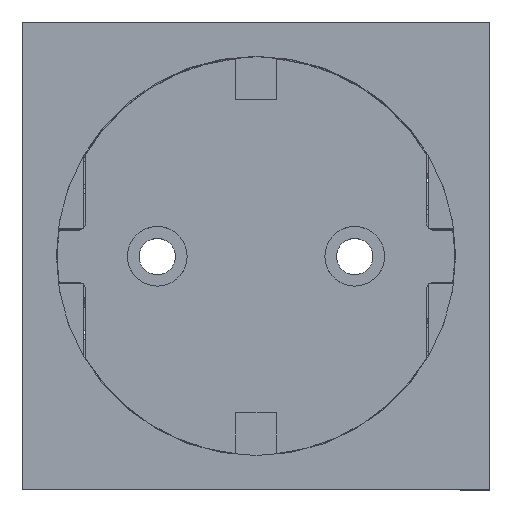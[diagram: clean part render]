
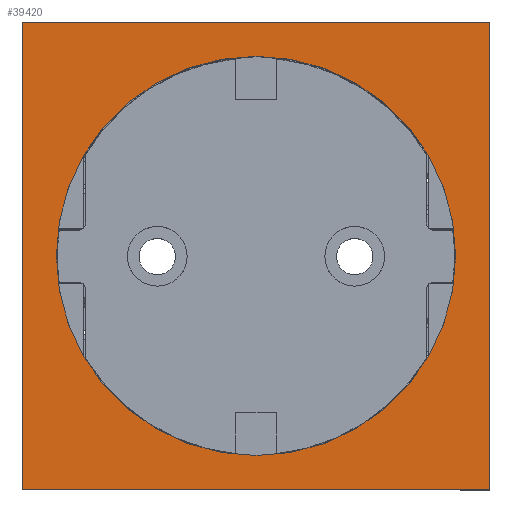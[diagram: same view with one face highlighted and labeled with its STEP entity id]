
A CAD part, top view. The second image highlights one B-rep face of the part: STEP entity #39420.
In plain terms, the highlighted face is planar.
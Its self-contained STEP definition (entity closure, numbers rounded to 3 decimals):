
#319 = CARTESIAN_POINT ( 'NONE',  ( 22.5, 22.5, 0. ) ) ;
#1452 = ORIENTED_EDGE ( 'NONE', *, *, #4273, .F. ) ;
#1579 = VERTEX_POINT ( 'NONE', #29098 ) ;
#1717 = EDGE_CURVE ( 'NONE', #36397, #15475, #34369, .T. ) ;
#1723 = AXIS2_PLACEMENT_3D ( 'NONE', #31220, #3031, #15808 ) ;
#2164 = EDGE_LOOP ( 'NONE', ( #18985, #28240, #3169, #33225 ) ) ;
#2884 = VECTOR ( 'NONE', #21836, 1000. ) ;
#3031 = DIRECTION ( 'NONE',  ( 0., 0., -1. ) ) ;
#3068 = LINE ( 'NONE', #30660, #30563 ) ;
#3169 = ORIENTED_EDGE ( 'NONE', *, *, #1717, .F. ) ;
#3200 = AXIS2_PLACEMENT_3D ( 'NONE', #24505, #27137, #9275 ) ;
#3988 = VERTEX_POINT ( 'NONE', #18563 ) ;
#4220 = EDGE_CURVE ( 'NONE', #1579, #36397, #37502, .T. ) ;
#4273 = EDGE_CURVE ( 'NONE', #3988, #17219, #39925, .T. ) ;
#9275 = DIRECTION ( 'NONE',  ( -1., 0., 0. ) ) ;
#12200 = DIRECTION ( 'NONE',  ( 0., -1., 0. ) ) ;
#12611 = CARTESIAN_POINT ( 'NONE',  ( -22.5, 22.5, 0. ) ) ;
#13743 = PLANE ( 'NONE',  #33700 ) ;
#15475 = VERTEX_POINT ( 'NONE', #30414 ) ;
#15808 = DIRECTION ( 'NONE',  ( -1., 0., 0. ) ) ;
#16590 = DIRECTION ( 'NONE',  ( 0., 0., -1. ) ) ;
#17219 = VERTEX_POINT ( 'NONE', #28597 ) ;
#18267 = CARTESIAN_POINT ( 'NONE',  ( 22.5, -22.5, 0. ) ) ;
#18563 = CARTESIAN_POINT ( 'NONE',  ( 19.2, 0., 0. ) ) ;
#18985 = ORIENTED_EDGE ( 'NONE', *, *, #34549, .F. ) ;
#19421 = DIRECTION ( 'NONE',  ( 0., -1., 0. ) ) ;
#21787 = VECTOR ( 'NONE', #28437, 1000. ) ;
#21836 = DIRECTION ( 'NONE',  ( -1., 0., 0. ) ) ;
#22225 = LINE ( 'NONE', #319, #2884 ) ;
#22664 = FACE_OUTER_BOUND ( 'NONE', #2164, .T. ) ;
#23291 = CARTESIAN_POINT ( 'NONE',  ( 22.5, -22.5, 0. ) ) ;
#23452 = VERTEX_POINT ( 'NONE', #12611 ) ;
#24505 = CARTESIAN_POINT ( 'NONE',  ( 0., 0., 0. ) ) ;
#24581 = CIRCLE ( 'NONE', #3200, 19.2 ) ;
#24630 = CARTESIAN_POINT ( 'NONE',  ( 22.5, 22.5, 0. ) ) ;
#25426 = EDGE_CURVE ( 'NONE', #17219, #3988, #24581, .T. ) ;
#27137 = DIRECTION ( 'NONE',  ( 0., 0., -1. ) ) ;
#27427 = ORIENTED_EDGE ( 'NONE', *, *, #25426, .F. ) ;
#27566 = DIRECTION ( 'NONE',  ( 1., 0., 0. ) ) ;
#28240 = ORIENTED_EDGE ( 'NONE', *, *, #30399, .F. ) ;
#28437 = DIRECTION ( 'NONE',  ( 0., 1., 0. ) ) ;
#28597 = CARTESIAN_POINT ( 'NONE',  ( -19.2, 0., 0. ) ) ;
#29098 = CARTESIAN_POINT ( 'NONE',  ( -22.5, -22.5, 0. ) ) ;
#30399 = EDGE_CURVE ( 'NONE', #15475, #23452, #22225, .T. ) ;
#30414 = CARTESIAN_POINT ( 'NONE',  ( 22.5, 22.5, 0. ) ) ;
#30563 = VECTOR ( 'NONE', #12200, 1000. ) ;
#30660 = CARTESIAN_POINT ( 'NONE',  ( -22.5, 22.5, 0. ) ) ;
#31220 = CARTESIAN_POINT ( 'NONE',  ( 0., 0., 0. ) ) ;
#32410 = FACE_BOUND ( 'NONE', #36909, .T. ) ;
#33225 = ORIENTED_EDGE ( 'NONE', *, *, #4220, .F. ) ;
#33700 = AXIS2_PLACEMENT_3D ( 'NONE', #38484, #16590, #19421 ) ;
#34369 = LINE ( 'NONE', #24630, #21787 ) ;
#34549 = EDGE_CURVE ( 'NONE', #23452, #1579, #3068, .T. ) ;
#36397 = VERTEX_POINT ( 'NONE', #23291 ) ;
#36909 = EDGE_LOOP ( 'NONE', ( #27427, #1452 ) ) ;
#37502 = LINE ( 'NONE', #18267, #37960 ) ;
#37960 = VECTOR ( 'NONE', #27566, 1000. ) ;
#38484 = CARTESIAN_POINT ( 'NONE',  ( -22.5, -22.5, 0. ) ) ;
#39420 = ADVANCED_FACE ( 'NONE', ( #32410, #22664 ), #13743, .T. ) ;
#39925 = CIRCLE ( 'NONE', #1723, 19.2 ) ;
